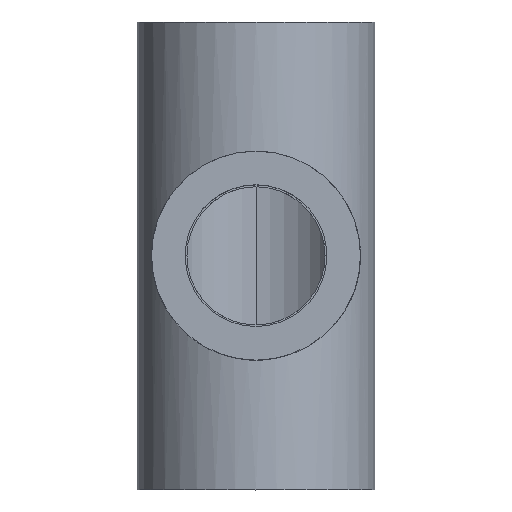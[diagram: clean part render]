
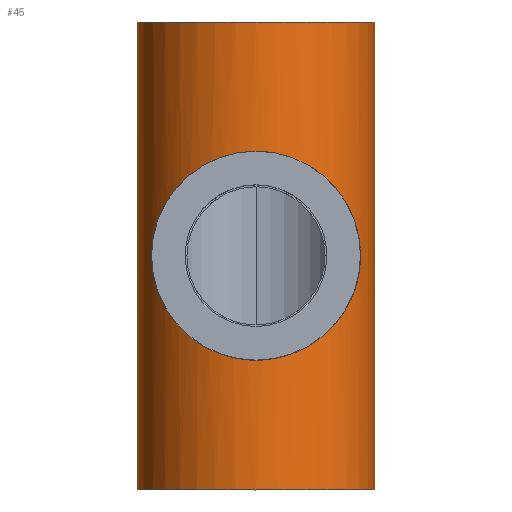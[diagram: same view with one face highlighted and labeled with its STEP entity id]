
A CAD part, top view. The second image highlights one B-rep face of the part: STEP entity #45.
In plain terms, the highlighted cylindrical face has radius 16.75 mm (diameter 33.5 mm), a partial arc.
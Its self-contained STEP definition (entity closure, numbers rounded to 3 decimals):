
#45=ADVANCED_FACE('',(#103,#104),#105,.T.);
#103=FACE_OUTER_BOUND('',#178,.T.);
#104=FACE_BOUND('',#179,.T.);
#105=CYLINDRICAL_SURFACE('',#180,16.75);
#178=EDGE_LOOP('',(#247,#248,#249,#250));
#179=EDGE_LOOP('',(#251,#252));
#180=AXIS2_PLACEMENT_3D('',#253,#254,#255);
#247=ORIENTED_EDGE('',*,*,#418,.F.);
#248=ORIENTED_EDGE('',*,*,#419,.F.);
#249=ORIENTED_EDGE('',*,*,#420,.F.);
#250=ORIENTED_EDGE('',*,*,#421,.F.);
#251=ORIENTED_EDGE('',*,*,#422,.T.);
#252=ORIENTED_EDGE('',*,*,#423,.T.);
#253=CARTESIAN_POINT('',(0.0,0.0,0.0));
#254=DIRECTION('',(0.0,-1.0,0.0));
#255=DIRECTION('',(1.0,0.0,0.0));
#418=EDGE_CURVE('',#484,#485,#486,.T.);
#419=EDGE_CURVE('',#487,#484,#488,.T.);
#420=EDGE_CURVE('',#489,#487,#490,.T.);
#421=EDGE_CURVE('',#485,#489,#491,.T.);
#422=EDGE_CURVE('',#492,#493,#494,.T.);
#423=EDGE_CURVE('',#493,#492,#495,.T.);
#484=VERTEX_POINT('',#580);
#485=VERTEX_POINT('',#581);
#486=LINE('',#582,#583);
#487=VERTEX_POINT('',#584);
#488=CIRCLE('',#585,16.75);
#489=VERTEX_POINT('',#586);
#490=LINE('',#587,#588);
#491=CIRCLE('',#589,16.75);
#492=VERTEX_POINT('',#590);
#493=VERTEX_POINT('',#591);
#494=B_SPLINE_CURVE_WITH_KNOTS('',3,(#592,#593,#594,#595,#596,#597,#598,#599,#600,#601,#602,#603,#604,#605,#606,#607,#608,#609,#610,#611,#612,#613,#614,#615,#616,#617,#618,#619,#620,#621,#622,#623,#624,#625,#626,#627,#628,#629,#630,#631,#632,#633,#634,#635,#636,#637),.UNSPECIFIED.,.F.,.F.,(4,2,2,2,2,2,2,2,2,2,2,2,2,2,2,2,2,2,2,2,2,2,4),(0.0,1.582,3.164,4.746,6.327,9.491,12.655,15.627,18.599,21.571,23.057,24.544,26.03,27.516,30.488,33.46,36.432,39.596,42.76,44.342,45.924,47.505,49.087),.UNSPECIFIED.);
#495=B_SPLINE_CURVE_WITH_KNOTS('',3,(#638,#639,#640,#641,#642,#643,#644,#645,#646,#647,#648,#649,#650,#651,#652,#653,#654,#655,#656,#657,#658,#659,#660,#661,#662,#663,#664,#665,#666,#667,#668,#669,#670,#671,#672,#673,#674,#675,#676,#677,#678,#679,#680,#681,#682,#683),.UNSPECIFIED.,.F.,.F.,(4,2,2,2,2,2,2,2,2,2,2,2,2,2,2,2,2,2,2,2,2,2,4),(49.087,50.669,52.251,53.833,55.415,58.578,61.742,64.714,67.686,70.659,72.145,73.631,75.117,76.603,79.575,82.547,85.52,88.683,91.847,93.429,95.011,96.593,98.174),.UNSPECIFIED.);
#580=CARTESIAN_POINT('',(16.75,33.0,0.0));
#581=CARTESIAN_POINT('',(16.75,-33.0,0.0));
#582=CARTESIAN_POINT('',(16.75,0.0,0.));
#583=VECTOR('',#856,1.0);
#584=CARTESIAN_POINT('',(-16.75,33.0,0.));
#585=AXIS2_PLACEMENT_3D('',#857,#858,#859);
#586=CARTESIAN_POINT('',(-16.75,-33.0,0.));
#587=CARTESIAN_POINT('',(-16.75,0.0,0.));
#588=VECTOR('',#860,1.0);
#589=AXIS2_PLACEMENT_3D('',#861,#862,#863);
#590=CARTESIAN_POINT('',(-14.75,0.0,7.937));
#591=CARTESIAN_POINT('',(14.75,0.,7.937));
#592=CARTESIAN_POINT('',(-14.75,0.0,7.937));
#593=CARTESIAN_POINT('',(-14.75,0.527,7.937));
#594=CARTESIAN_POINT('',(-14.722,1.042,7.99));
#595=CARTESIAN_POINT('',(-14.616,2.048,8.182));
#596=CARTESIAN_POINT('',(-14.538,2.54,8.322));
#597=CARTESIAN_POINT('',(-14.337,3.501,8.664));
#598=CARTESIAN_POINT('',(-14.213,3.972,8.866));
#599=CARTESIAN_POINT('',(-13.924,4.891,9.315));
#600=CARTESIAN_POINT('',(-13.757,5.341,9.56));
#601=CARTESIAN_POINT('',(-13.196,6.659,10.336));
#602=CARTESIAN_POINT('',(-12.738,7.496,10.904));
#603=CARTESIAN_POINT('',(-11.681,9.056,12.03));
#604=CARTESIAN_POINT('',(-11.08,9.78,12.589));
#605=CARTESIAN_POINT('',(-9.819,11.04,13.592));
#606=CARTESIAN_POINT('',(-9.122,11.629,14.077));
#607=CARTESIAN_POINT('',(-7.575,12.691,14.966));
#608=CARTESIAN_POINT('',(-6.726,13.164,15.371));
#609=CARTESIAN_POINT('',(-4.92,13.94,16.04));
#610=CARTESIAN_POINT('',(-3.961,14.243,16.305));
#611=CARTESIAN_POINT('',(-2.488,14.547,16.572));
#612=CARTESIAN_POINT('',(-1.991,14.624,16.639));
#613=CARTESIAN_POINT('',(-0.995,14.725,16.728));
#614=CARTESIAN_POINT('',(-0.495,14.75,16.75));
#615=CARTESIAN_POINT('',(0.495,14.75,16.75));
#616=CARTESIAN_POINT('',(0.995,14.725,16.728));
#617=CARTESIAN_POINT('',(1.991,14.624,16.639));
#618=CARTESIAN_POINT('',(2.488,14.547,16.572));
#619=CARTESIAN_POINT('',(3.961,14.243,16.305));
#620=CARTESIAN_POINT('',(4.92,13.94,16.04));
#621=CARTESIAN_POINT('',(6.726,13.164,15.371));
#622=CARTESIAN_POINT('',(7.575,12.691,14.966));
#623=CARTESIAN_POINT('',(9.122,11.629,14.077));
#624=CARTESIAN_POINT('',(9.819,11.04,13.592));
#625=CARTESIAN_POINT('',(11.08,9.78,12.589));
#626=CARTESIAN_POINT('',(11.681,9.056,12.03));
#627=CARTESIAN_POINT('',(12.738,7.496,10.904));
#628=CARTESIAN_POINT('',(13.196,6.659,10.336));
#629=CARTESIAN_POINT('',(13.757,5.341,9.56));
#630=CARTESIAN_POINT('',(13.924,4.891,9.315));
#631=CARTESIAN_POINT('',(14.213,3.972,8.866));
#632=CARTESIAN_POINT('',(14.337,3.501,8.664));
#633=CARTESIAN_POINT('',(14.538,2.54,8.322));
#634=CARTESIAN_POINT('',(14.616,2.048,8.182));
#635=CARTESIAN_POINT('',(14.722,1.042,7.99));
#636=CARTESIAN_POINT('',(14.75,0.527,7.937));
#637=CARTESIAN_POINT('',(14.75,0.,7.937));
#638=CARTESIAN_POINT('',(14.75,0.0,7.937));
#639=CARTESIAN_POINT('',(14.75,-0.527,7.937));
#640=CARTESIAN_POINT('',(14.722,-1.042,7.99));
#641=CARTESIAN_POINT('',(14.616,-2.048,8.182));
#642=CARTESIAN_POINT('',(14.538,-2.54,8.322));
#643=CARTESIAN_POINT('',(14.337,-3.501,8.664));
#644=CARTESIAN_POINT('',(14.213,-3.972,8.866));
#645=CARTESIAN_POINT('',(13.924,-4.891,9.315));
#646=CARTESIAN_POINT('',(13.757,-5.341,9.56));
#647=CARTESIAN_POINT('',(13.196,-6.659,10.336));
#648=CARTESIAN_POINT('',(12.738,-7.496,10.904));
#649=CARTESIAN_POINT('',(11.681,-9.056,12.03));
#650=CARTESIAN_POINT('',(11.08,-9.78,12.589));
#651=CARTESIAN_POINT('',(9.819,-11.04,13.592));
#652=CARTESIAN_POINT('',(9.122,-11.629,14.077));
#653=CARTESIAN_POINT('',(7.575,-12.691,14.966));
#654=CARTESIAN_POINT('',(6.726,-13.164,15.371));
#655=CARTESIAN_POINT('',(4.92,-13.94,16.04));
#656=CARTESIAN_POINT('',(3.961,-14.243,16.305));
#657=CARTESIAN_POINT('',(2.488,-14.547,16.572));
#658=CARTESIAN_POINT('',(1.991,-14.624,16.639));
#659=CARTESIAN_POINT('',(0.995,-14.725,16.728));
#660=CARTESIAN_POINT('',(0.495,-14.75,16.75));
#661=CARTESIAN_POINT('',(-0.495,-14.75,16.75));
#662=CARTESIAN_POINT('',(-0.995,-14.725,16.728));
#663=CARTESIAN_POINT('',(-1.991,-14.624,16.639));
#664=CARTESIAN_POINT('',(-2.488,-14.547,16.572));
#665=CARTESIAN_POINT('',(-3.961,-14.243,16.305));
#666=CARTESIAN_POINT('',(-4.92,-13.94,16.04));
#667=CARTESIAN_POINT('',(-6.726,-13.164,15.371));
#668=CARTESIAN_POINT('',(-7.575,-12.691,14.966));
#669=CARTESIAN_POINT('',(-9.122,-11.629,14.077));
#670=CARTESIAN_POINT('',(-9.819,-11.04,13.592));
#671=CARTESIAN_POINT('',(-11.08,-9.78,12.589));
#672=CARTESIAN_POINT('',(-11.681,-9.056,12.03));
#673=CARTESIAN_POINT('',(-12.738,-7.496,10.904));
#674=CARTESIAN_POINT('',(-13.196,-6.659,10.336));
#675=CARTESIAN_POINT('',(-13.757,-5.341,9.56));
#676=CARTESIAN_POINT('',(-13.924,-4.891,9.315));
#677=CARTESIAN_POINT('',(-14.213,-3.972,8.866));
#678=CARTESIAN_POINT('',(-14.337,-3.501,8.664));
#679=CARTESIAN_POINT('',(-14.538,-2.54,8.322));
#680=CARTESIAN_POINT('',(-14.616,-2.048,8.182));
#681=CARTESIAN_POINT('',(-14.722,-1.042,7.99));
#682=CARTESIAN_POINT('',(-14.75,-0.527,7.937));
#683=CARTESIAN_POINT('',(-14.75,0.0,7.937));
#856=DIRECTION('',(0.0,-1.0,0.0));
#857=CARTESIAN_POINT('',(0.0,33.0,0.0));
#858=DIRECTION('',(-0.0,1.0,0.0));
#859=DIRECTION('',(1.0,0.0,0.0));
#860=DIRECTION('',(-0.0,1.0,-0.0));
#861=CARTESIAN_POINT('',(0.0,-33.0,0.0));
#862=DIRECTION('',(0.0,-1.0,0.0));
#863=DIRECTION('',(1.0,0.0,0.0));
